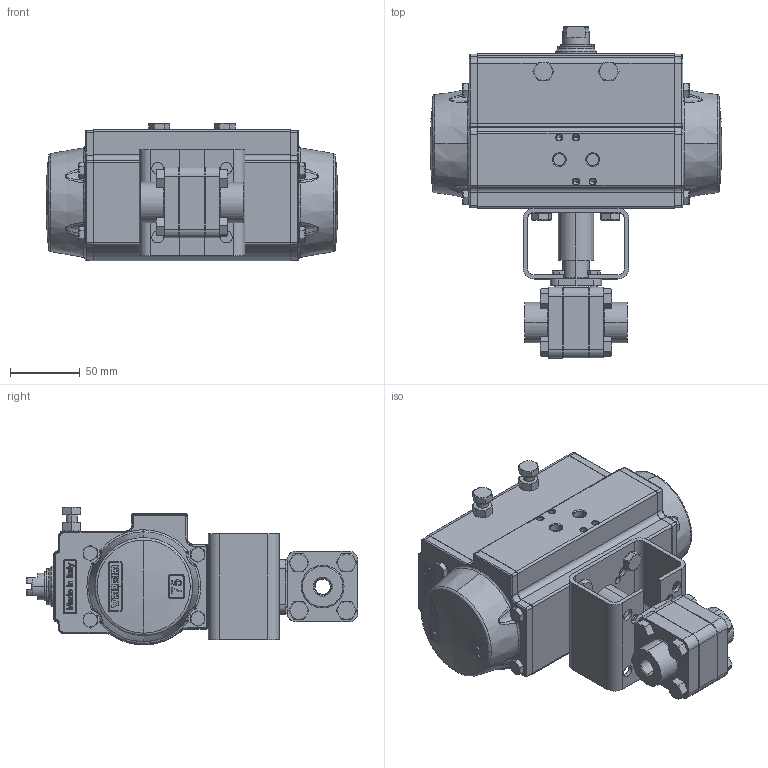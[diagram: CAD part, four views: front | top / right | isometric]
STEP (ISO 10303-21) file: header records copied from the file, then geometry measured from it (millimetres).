
FILE_DESCRIPTION (( 'STEP AP203' ), '1' );
FILE_NAME ('3000F-025-PT_UT-2-SR.STEP', '2017-10-24T17:00:15', ( '' ), ( '' ), 'SwSTEP 2.0', 'SolidWorks 2014', '' );
FILE_SCHEMA (( 'CONFIG_CONTROL_DESIGN' ));
Products named in the file (1): 3000F-025-PT_UT-2-SR
Bounding box: 209.78 x 238.67 x 99.11 mm (x, y, z)
Volume: 1770566 mm3; surface area: 182095.7 mm2
Topology: 23 solids, 23 shells, 2092 faces, 5148 edges, 3216 vertices
Faces by surface type: plane 832, bspline 433, cylinder 424, cone 351, sphere 28, torus 24
Entity records: 84722 total; most frequent: CARTESIAN_POINT 37894, ORIENTED_EDGE 10248, DIRECTION 8951, EDGE_CURVE 5124, AXIS2_PLACEMENT_3D 3409, VERTEX_POINT 3216, EDGE_LOOP 2326, LINE 2133
